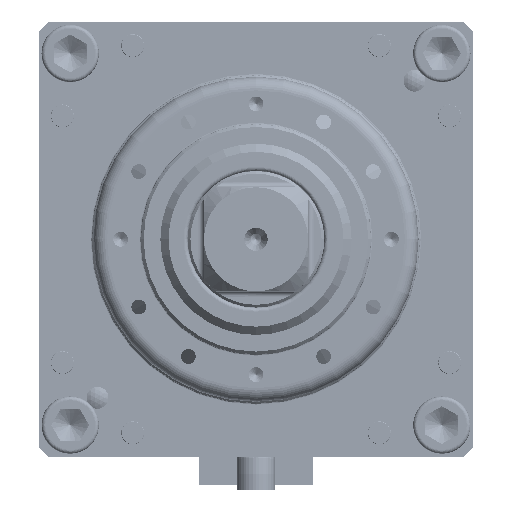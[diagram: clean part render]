
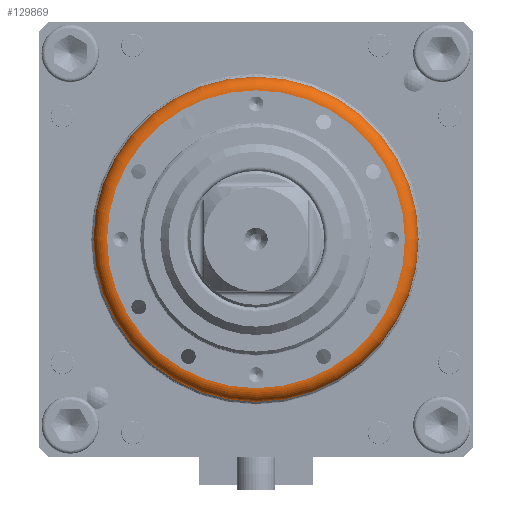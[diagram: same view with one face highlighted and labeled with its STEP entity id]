
A CAD part, left-side view. The second image highlights one B-rep face of the part: STEP entity #129869.
In plain terms, the highlighted toroidal (fillet/blend) face has major radius 54.5 mm and minor radius 5 mm.
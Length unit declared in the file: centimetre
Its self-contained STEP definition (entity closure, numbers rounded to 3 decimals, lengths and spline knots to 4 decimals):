
#1145=TOROIDAL_SURFACE('',#142008,5.45,0.5);
#12697=FACE_OUTER_BOUND('',#19798,.T.);
#19798=EDGE_LOOP('',(#108118,#108119,#108120,#108121,#108122,#108123));
#27791=CIRCLE('',#142006,5.45);
#27792=CIRCLE('',#142007,5.45);
#27793=CIRCLE('',#142009,5.95);
#27794=CIRCLE('',#142010,0.5);
#27795=CIRCLE('',#142011,5.95);
#59308=VERTEX_POINT('',#235182);
#59309=VERTEX_POINT('',#235183);
#59310=VERTEX_POINT('',#235187);
#59311=VERTEX_POINT('',#235188);
#76648=EDGE_CURVE('',#59308,#59309,#27791,.T.);
#76649=EDGE_CURVE('',#59309,#59308,#27792,.T.);
#76650=EDGE_CURVE('',#59310,#59311,#27793,.T.);
#76651=EDGE_CURVE('',#59311,#59309,#27794,.T.);
#76652=EDGE_CURVE('',#59311,#59310,#27795,.T.);
#108118=ORIENTED_EDGE('',*,*,#76650,.T.);
#108119=ORIENTED_EDGE('',*,*,#76651,.T.);
#108120=ORIENTED_EDGE('',*,*,#76648,.F.);
#108121=ORIENTED_EDGE('',*,*,#76649,.F.);
#108122=ORIENTED_EDGE('',*,*,#76651,.F.);
#108123=ORIENTED_EDGE('',*,*,#76652,.T.);
#129869=ADVANCED_FACE('',(#12697),#1145,.T.);
#142006=AXIS2_PLACEMENT_3D('',#235184,#169140,#169141);
#142007=AXIS2_PLACEMENT_3D('',#235185,#169142,#169143);
#142008=AXIS2_PLACEMENT_3D('',#235186,#169144,#169145);
#142009=AXIS2_PLACEMENT_3D('',#235189,#169146,#169147);
#142010=AXIS2_PLACEMENT_3D('',#235190,#169148,#169149);
#142011=AXIS2_PLACEMENT_3D('',#235191,#169150,#169151);
#169140=DIRECTION('center_axis',(-1.,0.,0.));
#169141=DIRECTION('ref_axis',(0.,1.,0.));
#169142=DIRECTION('center_axis',(-1.,0.,0.));
#169143=DIRECTION('ref_axis',(0.,1.,0.));
#169144=DIRECTION('center_axis',(1.,0.,0.));
#169145=DIRECTION('ref_axis',(0.,-1.,0.));
#169146=DIRECTION('center_axis',(-1.,0.,0.));
#169147=DIRECTION('ref_axis',(0.,-1.,0.));
#169148=DIRECTION('center_axis',(0.,0.,
1.));
#169149=DIRECTION('ref_axis',(0.,1.,0.));
#169150=DIRECTION('center_axis',(-1.,0.,0.));
#169151=DIRECTION('ref_axis',(0.,-1.,0.));
#235182=CARTESIAN_POINT('',(-12.28,-5.45,0.));
#235183=CARTESIAN_POINT('',(-12.28,5.45,0.));
#235184=CARTESIAN_POINT('Origin',(-12.28,0.,
0.));
#235185=CARTESIAN_POINT('Origin',(-12.28,0.,
0.));
#235186=CARTESIAN_POINT('Origin',(-11.78,0.,
0.));
#235187=CARTESIAN_POINT('',(-11.78,-5.95,0.));
#235188=CARTESIAN_POINT('',(-11.78,5.95,0.));
#235189=CARTESIAN_POINT('Origin',(-11.78,0.,
0.));
#235190=CARTESIAN_POINT('Origin',(-11.78,5.45,0.));
#235191=CARTESIAN_POINT('Origin',(-11.78,0.,
0.));
